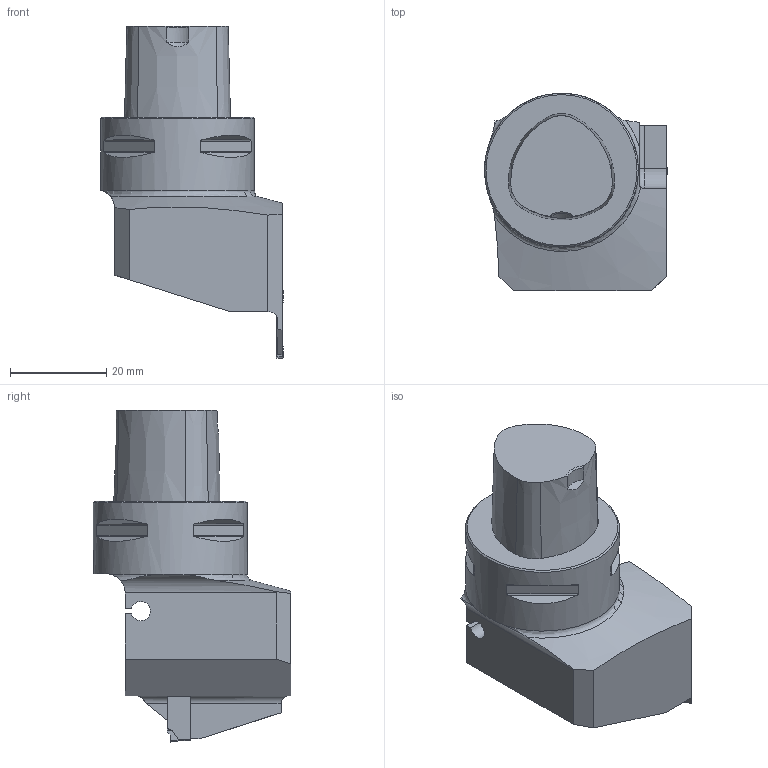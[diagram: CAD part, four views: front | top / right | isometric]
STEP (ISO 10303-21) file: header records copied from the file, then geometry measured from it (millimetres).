
FILE_DESCRIPTION(/* description */ (''),/* implementation_level */ '2;1');
FILE_NAME(/* name */ 'TOOLASSEMBLY_1.STP',/* time_stamp */ '2024-03-20T09:44:30+01:00',/* author */ (''),/* organization */ ('SMS'),/* preprocessor_version */ 'ST-DEVELOPER v16.7',/* originating_system */ 'SIEMENS PLM Software NX 12.0',/* authorisation */ '');
FILE_SCHEMA (('AUTOMOTIVE_DESIGN { 1 0 10303 214 3 1 1 1 }'));
Length unit declared in the file: millimetre
Products named in the file (4): ASSEMBLY_CONSTRUCTION; CUT_20240320094340; NOCUT_20240320094248; TOOLASSEMBLY_1
Assembly tree (3 placements, depth 2):
  TOOLASSEMBLY_1
    NOCUT_20240320094248
    CUT_20240320094340
    ASSEMBLY_CONSTRUCTION
Bounding box: 38.03 x 41 x 69 mm (x, y, z)
Volume: 43528.3 mm3; surface area: 9069.4 mm2
Topology: 2 solids, 2 shells, 117 faces, 315 edges, 211 vertices
Faces by surface type: plane 62, cylinder 24, extrusion 16, cone 12, torus 3
Full cylindrical faces by diameter (mm): 32 x1
Entity records: 4589 total; most frequent: CARTESIAN_POINT 1617, ORIENTED_EDGE 622, DIRECTION 523, EDGE_CURVE 311, VERTEX_POINT 205, VECTOR 193, LINE 177, AXIS2_PLACEMENT_3D 165
